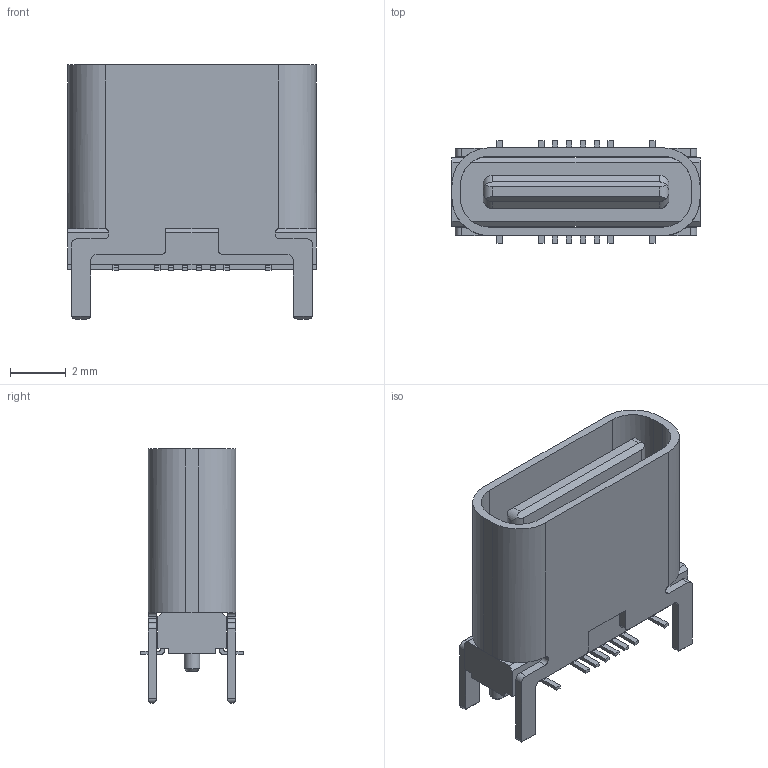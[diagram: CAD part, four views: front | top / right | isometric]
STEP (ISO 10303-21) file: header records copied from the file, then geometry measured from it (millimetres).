
FILE_DESCRIPTION(/* description */ ('Unknown'),/* implementation_level */ '2;1');
FILE_NAME(/* name */ 'USB4145-03-0170-C',/* time_stamp */ '2023-05-08T11:20:27+02:00',/* author */ ('Unknown'),/* organization */ ('Unknown'),/* preprocessor_version */ 'ST-DEVELOPER v18.102',/* originating_system */ 'Solid Edge',/* authorisation */ 'Unknown');
FILE_SCHEMA (('AUTOMOTIVE_DESIGN {1 0 10303 214 3 1 1}'));
Length unit declared in the file: millimetre
Products named in the file (1): USB4145-03-0170-C
Bounding box: 8.94 x 3.69 x 9.16 mm (x, y, z)
Volume: 120.1 mm3; surface area: 461.6 mm2
Topology: 1 solids, 1 shells, 280 faces, 765 edges, 503 vertices
Faces by surface type: plane 194, cylinder 84, cone 2
Full cylindrical faces by diameter (mm): 0.56 x2
Entity records: 10802 total; most frequent: CARTESIAN_POINT 1567, ORIENTED_EDGE 1520, DIRECTION 1504, EDGE_CURVE 760, LINE 562, VECTOR 562, VERTEX_POINT 502, AXIS2_PLACEMENT_3D 471
